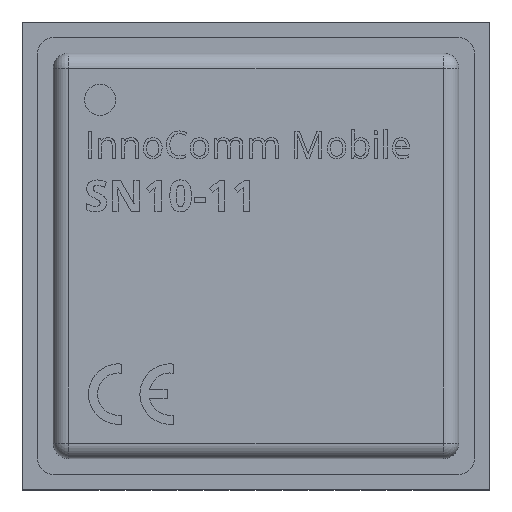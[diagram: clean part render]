
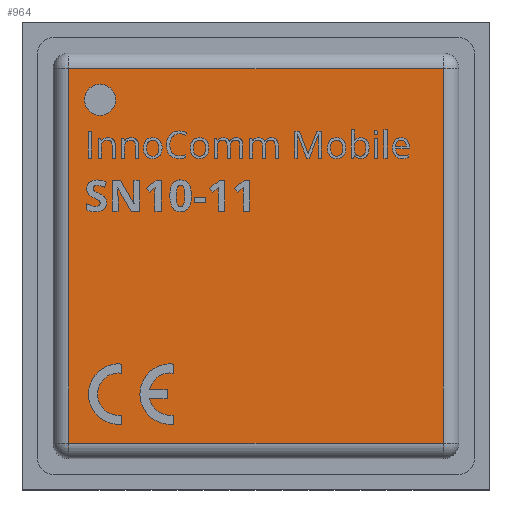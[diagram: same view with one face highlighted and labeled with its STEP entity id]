
A CAD part, top view. The second image highlights one B-rep face of the part: STEP entity #964.
In plain terms, the highlighted planar face has unit normal (0, 0, 1).
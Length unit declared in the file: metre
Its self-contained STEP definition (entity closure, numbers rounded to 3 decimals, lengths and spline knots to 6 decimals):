
#964 = ADVANCED_FACE( '', ( #2560 ), #2561, .T. );
#2560 = FACE_OUTER_BOUND( '', #4843, .T. );
#2561 = PLANE( '', #4844 );
#4843 = EDGE_LOOP( '', ( #7877, #7878, #7879, #7880 ) );
#4844 = AXIS2_PLACEMENT_3D( '', #7881, #7882, #7883 );
#7877 = ORIENTED_EDGE( '', *, *, #14695, .T. );
#7878 = ORIENTED_EDGE( '', *, *, #14696, .T. );
#7879 = ORIENTED_EDGE( '', *, *, #14697, .T. );
#7880 = ORIENTED_EDGE( '', *, *, #14606, .T. );
#7881 = CARTESIAN_POINT( '', ( 0., 0., 0.0028 ) );
#7882 = DIRECTION( '', ( 0., 0., 1. ) );
#7883 = DIRECTION( '', ( 1., 0., 0. ) );
#14606 = EDGE_CURVE( '', #17732, #17040, #17736, .F. );
#14695 = EDGE_CURVE( '', #17040, #17882, #17883, .T. );
#14696 = EDGE_CURVE( '', #17882, #17630, #17884, .T. );
#14697 = EDGE_CURVE( '', #17630, #17732, #17885, .F. );
#17040 = VERTEX_POINT( '', #21186 );
#17630 = VERTEX_POINT( '', #22101 );
#17732 = VERTEX_POINT( '', #22265 );
#17736 = LINE( '', #22270, #22271 );
#17882 = VERTEX_POINT( '', #22512 );
#17883 = LINE( '', #22513, #22514 );
#17884 = LINE( '', #22515, #22516 );
#17885 = LINE( '', #22517, #22518 );
#21186 = CARTESIAN_POINT( '', ( 0.006, -0.006, 0.0028 ) );
#22101 = CARTESIAN_POINT( '', ( -0.006, 0.006, 0.0028 ) );
#22265 = CARTESIAN_POINT( '', ( -0.006, -0.006, 0.0028 ) );
#22270 = CARTESIAN_POINT( '', ( 0., -0.006, 0.0028 ) );
#22271 = VECTOR( '', #27703, 1. );
#22512 = CARTESIAN_POINT( '', ( 0.006, 0.006, 0.0028 ) );
#22513 = CARTESIAN_POINT( '', ( 0.006, 0.0065, 0.0028 ) );
#22514 = VECTOR( '', #27747, 1. );
#22515 = CARTESIAN_POINT( '', ( -0.0065, 0.006, 0.0028 ) );
#22516 = VECTOR( '', #27748, 1. );
#22517 = CARTESIAN_POINT( '', ( -0.006, 0., 0.0028 ) );
#22518 = VECTOR( '', #27749, 1. );
#27703 = DIRECTION( '', ( -1., 0., 0. ) );
#27747 = DIRECTION( '', ( 0., 1., 0. ) );
#27748 = DIRECTION( '', ( -1., 0., 0. ) );
#27749 = DIRECTION( '', ( 0., 1., 0. ) );
